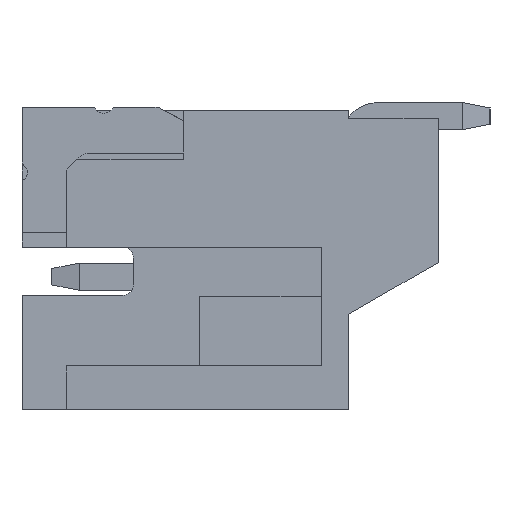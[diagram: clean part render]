
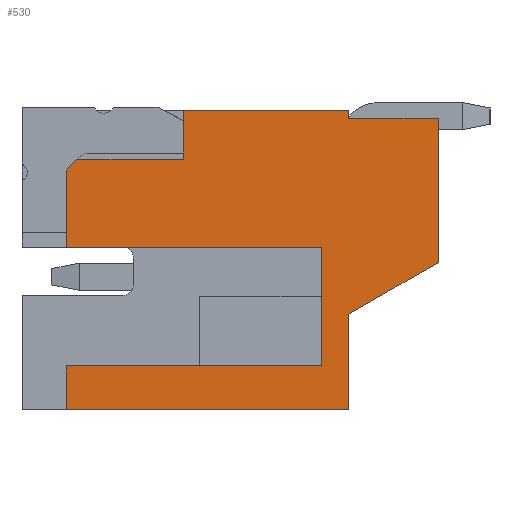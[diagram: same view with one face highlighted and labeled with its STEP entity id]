
A CAD part, left-side view. The second image highlights one B-rep face of the part: STEP entity #530.
In plain terms, the highlighted planar face has unit normal (-1, 0, 0).
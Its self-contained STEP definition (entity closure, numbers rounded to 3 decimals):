
#172=CARTESIAN_POINT('',(0.,1.65,-5.5));
#173=VERTEX_POINT('',#172);
#180=CARTESIAN_POINT('',(0.,6.84,-5.5));
#181=VERTEX_POINT('',#180);
#182=CARTESIAN_POINT('',(0.,1.65,-5.5));
#183=DIRECTION('',(0.,1.,0.));
#184=VECTOR('',#183,5.19);
#185=LINE('',#182,#184);
#186=EDGE_CURVE('',#173,#181,#185,.T.);
#412=CARTESIAN_POINT('',(0.,3.42,-2.75));
#413=DIRECTION('',(0.,0.,1.));
#414=DIRECTION('',(-1.,0.,0.));
#415=AXIS2_PLACEMENT_3D('',#412,#414,#413);
#416=PLANE('',#415);
#417=CARTESIAN_POINT('',(0.,6.84,-1.1));
#418=VERTEX_POINT('',#417);
#419=CARTESIAN_POINT('',(0.,6.84,-2.52));
#420=VERTEX_POINT('',#419);
#421=CARTESIAN_POINT('',(0.,6.84,-1.1));
#422=DIRECTION('',(0.,0.,-1.));
#423=VECTOR('',#422,1.42);
#424=LINE('',#421,#423);
#425=EDGE_CURVE('',#418,#420,#424,.T.);
#426=ORIENTED_EDGE('',*,*,#425,.T.);
#427=CARTESIAN_POINT('',(0.,2.15,-2.52));
#428=VERTEX_POINT('',#427);
#429=CARTESIAN_POINT('',(0.,6.84,-2.52));
#430=DIRECTION('',(0.,-1.,0.));
#431=VECTOR('',#430,4.69);
#432=LINE('',#429,#431);
#433=EDGE_CURVE('',#420,#428,#432,.T.);
#434=ORIENTED_EDGE('',*,*,#433,.T.);
#435=CARTESIAN_POINT('',(0.,2.15,-4.7));
#436=VERTEX_POINT('',#435);
#437=CARTESIAN_POINT('',(0.,2.15,-2.52));
#438=DIRECTION('',(0.,0.,-1.));
#439=VECTOR('',#438,2.18);
#440=LINE('',#437,#439);
#441=EDGE_CURVE('',#428,#436,#440,.T.);
#442=ORIENTED_EDGE('',*,*,#441,.T.);
#443=CARTESIAN_POINT('',(0.,6.84,-4.7));
#444=VERTEX_POINT('',#443);
#445=CARTESIAN_POINT('',(0.,2.15,-4.7));
#446=DIRECTION('',(0.,1.,0.));
#447=VECTOR('',#446,4.69);
#448=LINE('',#445,#447);
#449=EDGE_CURVE('',#436,#444,#448,.T.);
#450=ORIENTED_EDGE('',*,*,#449,.T.);
#451=CARTESIAN_POINT('',(0.,6.84,-4.7));
#452=DIRECTION('',(0.,0.,-1.));
#453=VECTOR('',#452,0.8);
#454=LINE('',#451,#453);
#455=EDGE_CURVE('',#444,#181,#454,.T.);
#456=ORIENTED_EDGE('',*,*,#455,.T.);
#457=ORIENTED_EDGE('',*,*,#186,.F.);
#458=CARTESIAN_POINT('',(0.,1.65,-3.75));
#459=VERTEX_POINT('',#458);
#460=CARTESIAN_POINT('',(0.,1.65,-5.5));
#461=DIRECTION('',(0.,0.,1.));
#462=VECTOR('',#461,1.75);
#463=LINE('',#460,#462);
#464=EDGE_CURVE('',#173,#459,#463,.T.);
#465=ORIENTED_EDGE('',*,*,#464,.T.);
#466=CARTESIAN_POINT('',(0.,0.,-2.8));
#467=VERTEX_POINT('',#466);
#468=CARTESIAN_POINT('',(0.,1.65,-3.75));
#469=DIRECTION('',(0.,-0.867,0.499));
#470=VECTOR('',#469,1.904);
#471=LINE('',#468,#470);
#472=EDGE_CURVE('',#459,#467,#471,.T.);
#473=ORIENTED_EDGE('',*,*,#472,.T.);
#474=CARTESIAN_POINT('',(0.,0.,-0.15));
#475=VERTEX_POINT('',#474);
#476=CARTESIAN_POINT('',(0.,0.,-2.8));
#477=DIRECTION('',(0.,0.,1.));
#478=VECTOR('',#477,2.65);
#479=LINE('',#476,#478);
#480=EDGE_CURVE('',#467,#475,#479,.T.);
#481=ORIENTED_EDGE('',*,*,#480,.T.);
#482=CARTESIAN_POINT('',(0.,1.65,-0.15));
#483=VERTEX_POINT('',#482);
#484=CARTESIAN_POINT('',(0.,0.,-0.15));
#485=DIRECTION('',(0.,1.,0.));
#486=VECTOR('',#485,1.65);
#487=LINE('',#484,#486);
#488=EDGE_CURVE('',#475,#483,#487,.T.);
#489=ORIENTED_EDGE('',*,*,#488,.T.);
#490=CARTESIAN_POINT('',(0.,1.65,0.));
#491=VERTEX_POINT('',#490);
#492=CARTESIAN_POINT('',(0.,1.65,-0.15));
#493=DIRECTION('',(0.,0.,1.));
#494=VECTOR('',#493,0.15);
#495=LINE('',#492,#494);
#496=EDGE_CURVE('',#483,#491,#495,.T.);
#497=ORIENTED_EDGE('',*,*,#496,.T.);
#498=CARTESIAN_POINT('',(0.,4.69,0.));
#499=VERTEX_POINT('',#498);
#500=CARTESIAN_POINT('',(0.,1.65,0.));
#501=DIRECTION('',(0.,1.,0.));
#502=VECTOR('',#501,3.04);
#503=LINE('',#500,#502);
#504=EDGE_CURVE('',#491,#499,#503,.T.);
#505=ORIENTED_EDGE('',*,*,#504,.T.);
#506=CARTESIAN_POINT('',(0.,4.69,-0.9));
#507=VERTEX_POINT('',#506);
#508=CARTESIAN_POINT('',(0.,4.69,0.));
#509=DIRECTION('',(0.,0.,-1.));
#510=VECTOR('',#509,0.9);
#511=LINE('',#508,#510);
#512=EDGE_CURVE('',#499,#507,#511,.T.);
#513=ORIENTED_EDGE('',*,*,#512,.T.);
#514=CARTESIAN_POINT('',(0.,6.64,-0.9));
#515=VERTEX_POINT('',#514);
#516=CARTESIAN_POINT('',(0.,4.69,-0.9));
#517=DIRECTION('',(0.,1.,0.));
#518=VECTOR('',#517,1.95);
#519=LINE('',#516,#518);
#520=EDGE_CURVE('',#507,#515,#519,.T.);
#521=ORIENTED_EDGE('',*,*,#520,.T.);
#522=CARTESIAN_POINT('',(0.,6.64,-0.9));
#523=DIRECTION('',(0.,0.707,-0.707));
#524=VECTOR('',#523,0.283);
#525=LINE('',#522,#524);
#526=EDGE_CURVE('',#515,#418,#525,.T.);
#527=ORIENTED_EDGE('',*,*,#526,.T.);
#528=EDGE_LOOP('',(#426,#434,#442,#450,#456,#457,#465,#473,#481,#489,#497,#505,#513,#521,#527));
#529=FACE_OUTER_BOUND('',#528,.T.);
#530=ADVANCED_FACE('',(#529),#416,.T.);
